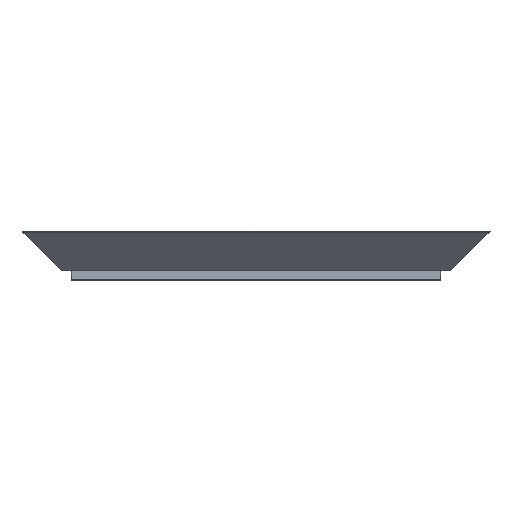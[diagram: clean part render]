
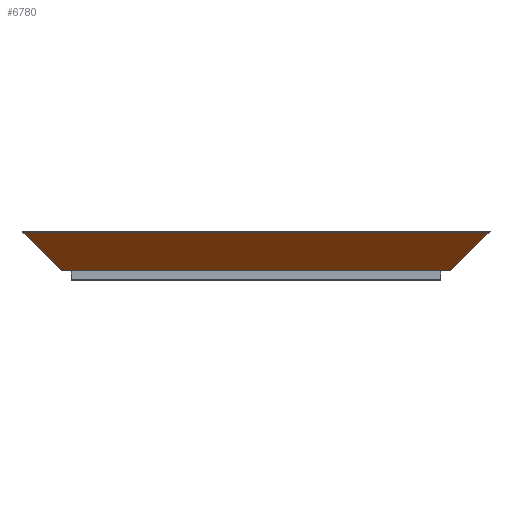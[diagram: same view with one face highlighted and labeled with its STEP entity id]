
A CAD part, front view. The second image highlights one B-rep face of the part: STEP entity #6780.
In plain terms, the highlighted planar face has unit normal (0, -0.707, -0.707).
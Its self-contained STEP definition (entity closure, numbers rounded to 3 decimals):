
#4558 = VERTEX_POINT('',#4559);
#4559 = CARTESIAN_POINT('',(1.,-500.2,599.));
#4567 = EDGE_CURVE('',#4558,#4568,#4570,.T.);
#4568 = VERTEX_POINT('',#4569);
#4569 = CARTESIAN_POINT('',(474.,-500.2,599.));
#4570 = LINE('',#4571,#4572);
#4571 = CARTESIAN_POINT('',(1.,-500.2,599.));
#4572 = VECTOR('',#4573,1.);
#4573 = DIRECTION('',(1.,0.,0.));
#5159 = VERTEX_POINT('',#5160);
#5160 = CARTESIAN_POINT('',(40.,-461.2,560.));
#5175 = EDGE_CURVE('',#4558,#5159,#5176,.T.);
#5176 = LINE('',#5177,#5178);
#5177 = CARTESIAN_POINT('',(85.,-416.2,515.));
#5178 = VECTOR('',#5179,1.);
#5179 = DIRECTION('',(0.577,0.577,-0.577));
#5190 = VERTEX_POINT('',#5191);
#5191 = CARTESIAN_POINT('',(435.,-461.2,560.));
#5206 = EDGE_CURVE('',#4568,#5190,#5207,.T.);
#5207 = LINE('',#5208,#5209);
#5208 = CARTESIAN_POINT('',(390.,-416.2,515.));
#5209 = VECTOR('',#5210,1.);
#5210 = DIRECTION('',(-0.577,0.577,-0.577));
#6780 = ADVANCED_FACE('',(#6781),#6792,.T.);
#6781 = FACE_BOUND('',#6782,.T.);
#6782 = EDGE_LOOP('',(#6783,#6784,#6785,#6791));
#6783 = ORIENTED_EDGE('',*,*,#4567,.F.);
#6784 = ORIENTED_EDGE('',*,*,#5175,.T.);
#6785 = ORIENTED_EDGE('',*,*,#6786,.T.);
#6786 = EDGE_CURVE('',#5159,#5190,#6787,.T.);
#6787 = LINE('',#6788,#6789);
#6788 = CARTESIAN_POINT('',(40.,-461.2,560.));
#6789 = VECTOR('',#6790,1.);
#6790 = DIRECTION('',(1.,0.,0.));
#6791 = ORIENTED_EDGE('',*,*,#5206,.F.);
#6792 = PLANE('',#6793);
#6793 = AXIS2_PLACEMENT_3D('',#6794,#6795,#6796);
#6794 = CARTESIAN_POINT('',(237.5,-482.216,581.016));
#6795 = DIRECTION('',(-0.,-0.707,-0.707));
#6796 = DIRECTION('',(0.,-0.707,0.707));
